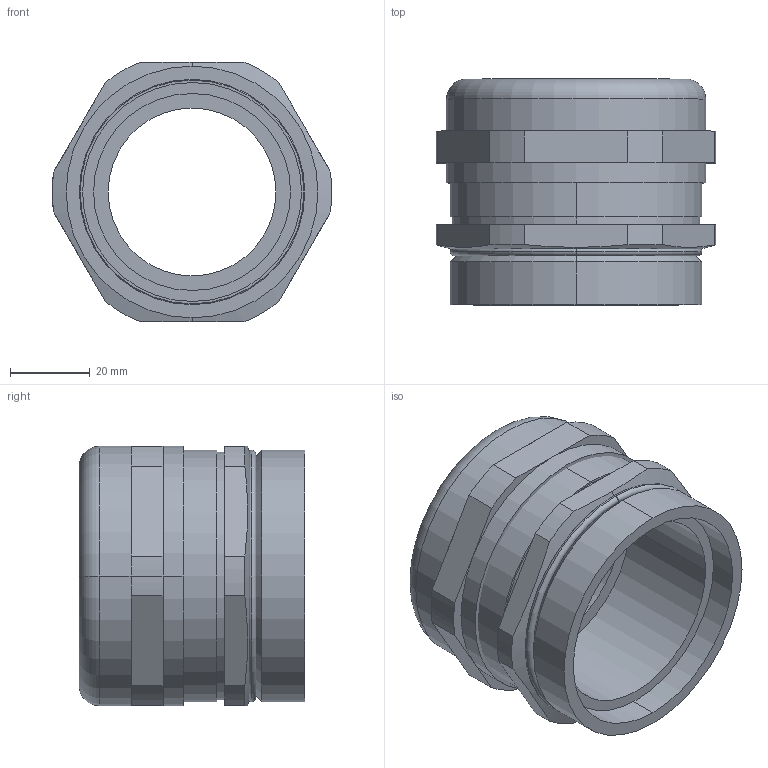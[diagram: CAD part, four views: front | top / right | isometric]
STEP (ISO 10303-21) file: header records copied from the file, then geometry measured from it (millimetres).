
FILE_DESCRIPTION (( 'STEP AP214' ), '1' );
FILE_NAME ('2086153.STP', '2017-05-23T12:48:32', ( '' ), ( '' ), 'SwSTEP 2.0', 'SolidWorks 2016', '' );
FILE_SCHEMA (( 'AUTOMOTIVE_DESIGN' ));
Length unit declared in the file: millimetre
Products named in the file (6): 011344_M63 2086189; 012463_M63 2086189; 012279_M63 2086189; EV743_M63; 011359_LM63 2086153; 2086153
Assembly tree (5 placements, depth 2):
  2086153
    011359_LM63 2086153
    EV743_M63
    012279_M63 2086189
    012463_M63 2086189
    011344_M63 2086189
Bounding box: 69.96 x 56.5 x 65 mm (x, y, z)
Volume: 85501.4 mm3; surface area: 58293.5 mm2
Topology: 5 solids, 5 shells, 198 faces, 527 edges, 342 vertices
Faces by surface type: plane 129, cylinder 43, cone 18, torus 8
Entity records: 6631 total; most frequent: CARTESIAN_POINT 1439, ORIENTED_EDGE 1054, DIRECTION 1047, EDGE_CURVE 527, AXIS2_PLACEMENT_3D 426, VERTEX_POINT 342, CIRCLE 220, EDGE_LOOP 211
